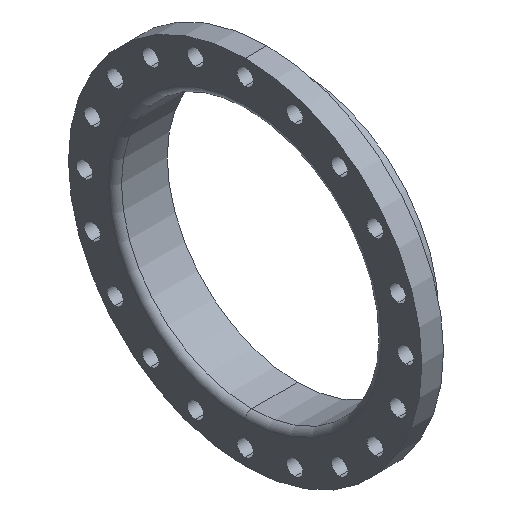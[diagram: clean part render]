
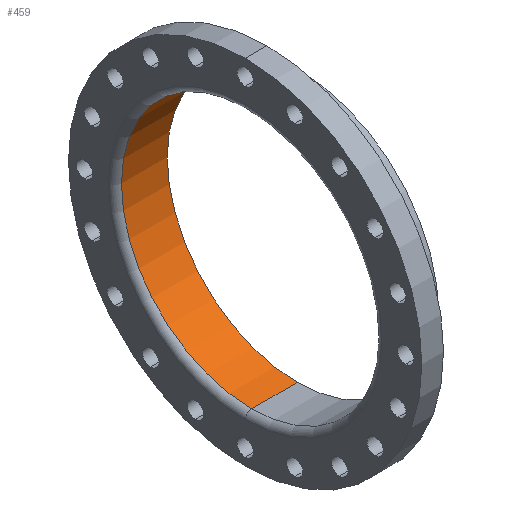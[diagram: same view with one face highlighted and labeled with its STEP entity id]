
A CAD part, isometric view. The second image highlights one B-rep face of the part: STEP entity #459.
In plain terms, the highlighted cylindrical face has radius 257.175 mm (diameter 514.35 mm), a partial arc.
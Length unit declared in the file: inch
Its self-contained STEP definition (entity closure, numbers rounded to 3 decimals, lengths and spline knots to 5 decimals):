
#48 = CARTESIAN_POINT ( 'NONE',  ( 0., 0., 10.125 ) ) ;
#57 = LINE ( 'NONE', #588, #1600 ) ;
#160 = CARTESIAN_POINT ( 'NONE',  ( 3.92486, 0., -10.125 ) ) ;
#230 = CIRCLE ( 'NONE', #481, 10.125 ) ;
#326 = ORIENTED_EDGE ( 'NONE', *, *, #1383, .T. ) ;
#350 = CARTESIAN_POINT ( 'NONE',  ( 0.36236, 0., 10.125 ) ) ;
#370 = CARTESIAN_POINT ( 'NONE',  ( 3.92486, 0., 10.125 ) ) ;
#396 = DIRECTION ( 'NONE',  ( -1., 0., 0. ) ) ;
#452 = FACE_OUTER_BOUND ( 'NONE', #659, .T. ) ;
#459 = ADVANCED_FACE ( 'NONE', ( #452 ), #1454, .F. ) ;
#479 = VERTEX_POINT ( 'NONE', #160 ) ;
#481 = AXIS2_PLACEMENT_3D ( 'NONE', #684, #396, #803 ) ;
#588 = CARTESIAN_POINT ( 'NONE',  ( 0., 0., -10.125 ) ) ;
#659 = EDGE_LOOP ( 'NONE', ( #1197, #1747, #326, #1025 ) ) ;
#667 = EDGE_CURVE ( 'NONE', #1467, #1636, #230, .T. ) ;
#684 = CARTESIAN_POINT ( 'NONE',  ( 0.36236, 0., 0. ) ) ;
#803 = DIRECTION ( 'NONE',  ( 0., 0., 1. ) ) ;
#861 = CARTESIAN_POINT ( 'NONE',  ( 0., 0., 0. ) ) ;
#881 = DIRECTION ( 'NONE',  ( -1., 0., 0. ) ) ;
#1025 = ORIENTED_EDGE ( 'NONE', *, *, #667, .T. ) ;
#1042 = DIRECTION ( 'NONE',  ( -1., 0., 0. ) ) ;
#1065 = VECTOR ( 'NONE', #1192, 39.37008 ) ;
#1149 = EDGE_CURVE ( 'NONE', #1629, #479, #1568, .T. ) ;
#1192 = DIRECTION ( 'NONE',  ( -1., 0., 0. ) ) ;
#1197 = ORIENTED_EDGE ( 'NONE', *, *, #1514, .F. ) ;
#1248 = AXIS2_PLACEMENT_3D ( 'NONE', #1259, #1831, #1405 ) ;
#1259 = CARTESIAN_POINT ( 'NONE',  ( 3.92486, 0., 0. ) ) ;
#1316 = LINE ( 'NONE', #48, #1065 ) ;
#1383 = EDGE_CURVE ( 'NONE', #1629, #1467, #1316, .T. ) ;
#1393 = CARTESIAN_POINT ( 'NONE',  ( 0.36236, 0., -10.125 ) ) ;
#1405 = DIRECTION ( 'NONE',  ( 0., 0., 1. ) ) ;
#1454 = CYLINDRICAL_SURFACE ( 'NONE', #1841, 10.125 ) ;
#1467 = VERTEX_POINT ( 'NONE', #350 ) ;
#1514 = EDGE_CURVE ( 'NONE', #479, #1636, #57, .T. ) ;
#1568 = CIRCLE ( 'NONE', #1248, 10.125 ) ;
#1600 = VECTOR ( 'NONE', #881, 39.37008 ) ;
#1629 = VERTEX_POINT ( 'NONE', #370 ) ;
#1636 = VERTEX_POINT ( 'NONE', #1393 ) ;
#1639 = DIRECTION ( 'NONE',  ( 0., 0., 1. ) ) ;
#1747 = ORIENTED_EDGE ( 'NONE', *, *, #1149, .F. ) ;
#1831 = DIRECTION ( 'NONE',  ( -1., 0., 0. ) ) ;
#1841 = AXIS2_PLACEMENT_3D ( 'NONE', #861, #1042, #1639 ) ;
